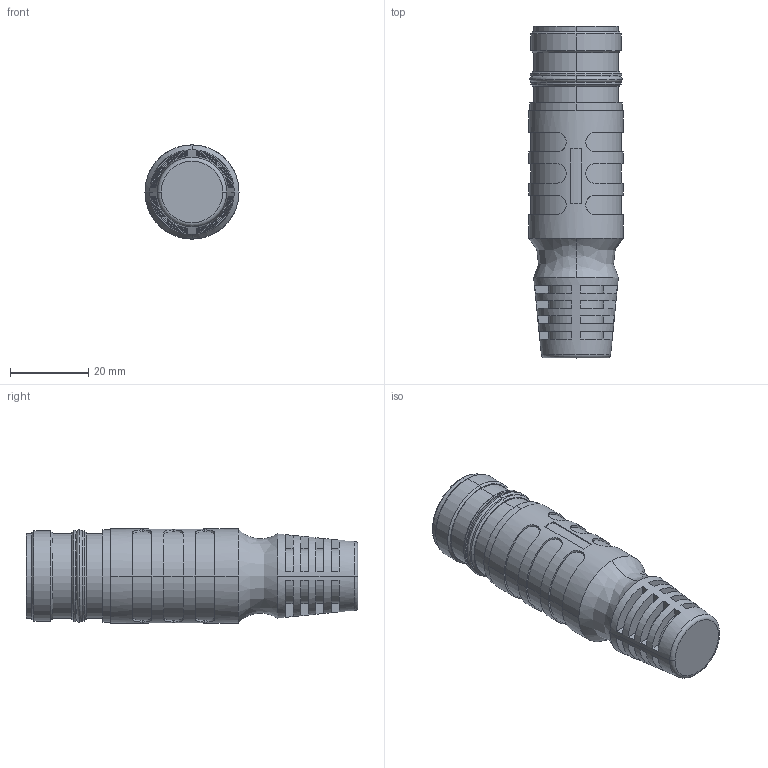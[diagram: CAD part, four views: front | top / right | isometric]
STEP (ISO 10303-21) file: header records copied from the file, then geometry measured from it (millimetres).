
FILE_DESCRIPTION (( 'STEP AP203' ), '1' );
FILE_NAME ('GWZ19-19 M P10.STEP', '2019-05-21T02:10:07', ( 'Windows' ), ( 'Microsoft' ), 'SwSTEP 2.0', 'SolidWorks 2012', '' );
FILE_SCHEMA (( 'CONFIG_CONTROL_DESIGN' ));
Length unit declared in the file: millimetre
Products named in the file (1): GWZ19-19 M P10
Bounding box: 24 x 84.6 x 24 mm (x, y, z)
Volume: 28483.1 mm3; surface area: 10114.9 mm2
Topology: 3 solids, 4 shells, 730 faces, 1763 edges, 1146 vertices
Faces by surface type: plane 333, cylinder 162, bspline 139, cone 50, torus 46
Entity records: 29574 total; most frequent: CARTESIAN_POINT 13063, ORIENTED_EDGE 3526, DIRECTION 3091, EDGE_CURVE 1763, VERTEX_POINT 1146, AXIS2_PLACEMENT_3D 1090, LINE 911, VECTOR 911
